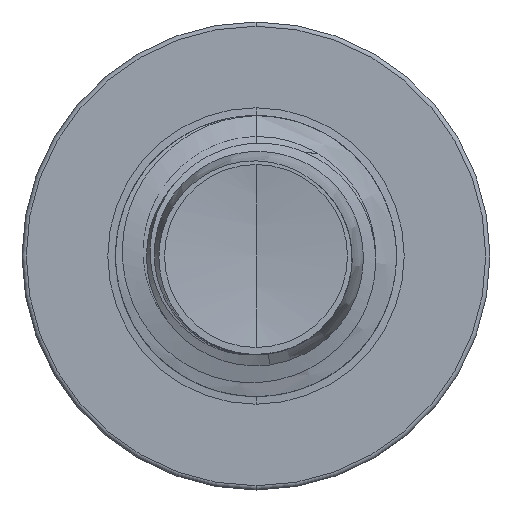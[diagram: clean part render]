
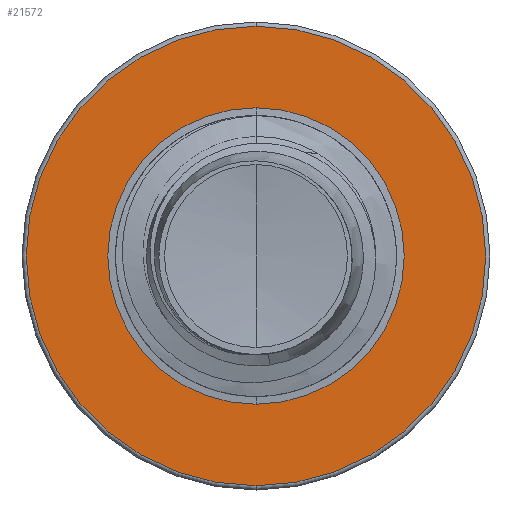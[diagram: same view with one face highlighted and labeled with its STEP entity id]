
A CAD part, front view. The second image highlights one B-rep face of the part: STEP entity #21572.
In plain terms, the highlighted planar face has unit normal (0, -1, 0).
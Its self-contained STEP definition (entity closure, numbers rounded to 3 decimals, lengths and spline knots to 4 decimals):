
#284 = FACE_OUTER_BOUND ( 'NONE', #30067, .T. ) ;
#1540 = DIRECTION ( 'NONE',  ( 0., 0., 1. ) ) ;
#4218 = EDGE_LOOP ( 'NONE', ( #12516, #33879 ) ) ;
#5735 = CARTESIAN_POINT ( 'NONE',  ( 0., 22.5, 2.3752 ) ) ;
#5912 = CARTESIAN_POINT ( 'NONE',  ( 0., 22.5, 0. ) ) ;
#7085 = VERTEX_POINT ( 'NONE', #10957 ) ;
#8983 = DIRECTION ( 'NONE',  ( 0., 0., 1. ) ) ;
#10206 = CARTESIAN_POINT ( 'NONE',  ( 0., 22.5, -2.3752 ) ) ;
#10738 = AXIS2_PLACEMENT_3D ( 'NONE', #18191, #39567, #21246 ) ;
#10863 = EDGE_CURVE ( 'NONE', #13322, #38356, #38156, .T. ) ;
#10957 = CARTESIAN_POINT ( 'NONE',  ( 0., 22.5, -2.3752 ) ) ;
#12516 = ORIENTED_EDGE ( 'NONE', *, *, #14355, .T. ) ;
#13023 = AXIS2_PLACEMENT_3D ( 'NONE', #31935, #13623, #35001 ) ;
#13322 = VERTEX_POINT ( 'NONE', #18138 ) ;
#13623 = DIRECTION ( 'NONE',  ( 0., 1., 0. ) ) ;
#13730 = CIRCLE ( 'NONE', #19929, 2.3752 ) ;
#14355 = EDGE_CURVE ( 'NONE', #20125, #7085, #13730, .T. ) ;
#15536 = EDGE_CURVE ( 'NONE', #38356, #13322, #18973, .T. ) ;
#15744 = ORIENTED_EDGE ( 'NONE', *, *, #10863, .F. ) ;
#17134 = CARTESIAN_POINT ( 'NONE',  ( 0., 22.5, 0. ) ) ;
#18025 = CIRCLE ( 'NONE', #10738, 2.3752 ) ;
#18138 = CARTESIAN_POINT ( 'NONE',  ( 0., 22.5, 3.6825 ) ) ;
#18191 = CARTESIAN_POINT ( 'NONE',  ( 0., 22.5, 0. ) ) ;
#18973 = CIRCLE ( 'NONE', #13023, 3.6825 ) ;
#19276 = EDGE_CURVE ( 'NONE', #7085, #20125, #18025, .T. ) ;
#19833 = DIRECTION ( 'NONE',  ( 0., 1., 0. ) ) ;
#19929 = AXIS2_PLACEMENT_3D ( 'NONE', #17134, #38527, #20195 ) ;
#20125 = VERTEX_POINT ( 'NONE', #5735 ) ;
#20195 = DIRECTION ( 'NONE',  ( 0., 0., 1. ) ) ;
#21246 = DIRECTION ( 'NONE',  ( 0., 0., 1. ) ) ;
#21572 = ADVANCED_FACE ( 'NONE', ( #284, #24684 ), #38163, .F. ) ;
#24495 = ORIENTED_EDGE ( 'NONE', *, *, #15536, .F. ) ;
#24684 = FACE_BOUND ( 'NONE', #4218, .T. ) ;
#26570 = CARTESIAN_POINT ( 'NONE',  ( 0., 22.5, -3.6825 ) ) ;
#27341 = DIRECTION ( 'NONE',  ( 0., 1., 0. ) ) ;
#30067 = EDGE_LOOP ( 'NONE', ( #15744, #24495 ) ) ;
#31935 = CARTESIAN_POINT ( 'NONE',  ( 0., 22.5, 0. ) ) ;
#33879 = ORIENTED_EDGE ( 'NONE', *, *, #19276, .T. ) ;
#35001 = DIRECTION ( 'NONE',  ( 0., 0., 1. ) ) ;
#35286 = AXIS2_PLACEMENT_3D ( 'NONE', #5912, #27341, #8983 ) ;
#38156 = CIRCLE ( 'NONE', #35286, 3.6825 ) ;
#38163 = PLANE ( 'NONE',  #38691 ) ;
#38356 = VERTEX_POINT ( 'NONE', #26570 ) ;
#38527 = DIRECTION ( 'NONE',  ( 0., 1., 0. ) ) ;
#38691 = AXIS2_PLACEMENT_3D ( 'NONE', #10206, #19833, #1540 ) ;
#39567 = DIRECTION ( 'NONE',  ( 0., 1., 0. ) ) ;
